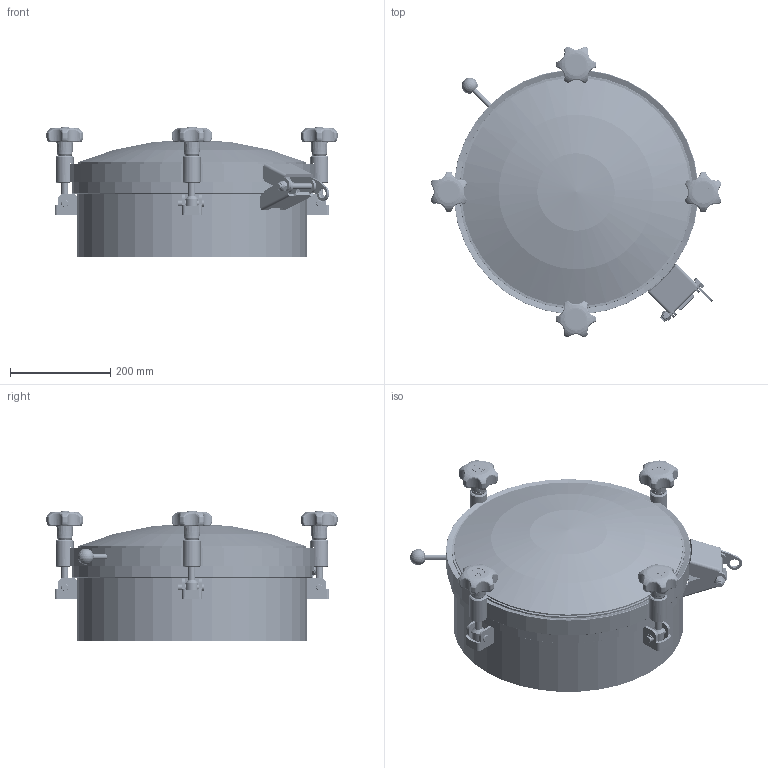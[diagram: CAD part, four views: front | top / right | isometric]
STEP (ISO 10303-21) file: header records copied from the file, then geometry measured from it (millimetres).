
FILE_DESCRIPTION(/* description */ ('Unknown'),/* implementation_level */ '2;1');
FILE_NAME(/* name */ 'MOD 450L rev 01',/* time_stamp */ '2016-07-04T11:22:14+02:00',/* author */ ('Unknown'),/* organization */ ('Unknown'),/* preprocessor_version */ 'ST-DEVELOPER v16',/* originating_system */ 'DEX',/* authorisation */ $);
FILE_SCHEMA (('AUTOMOTIVE_DESIGN {1 0 10303 214 3 1 1}'));
Length unit declared in the file: millimetre
Products named in the file (25): MOD 450L rev 01; 7TA9420 rev 0; 8AL22 rev 0; 81116 rev 01; 82031 rev 01; 7CA9420 rev 0; 73102 rev 01; 8A412 rev 0; 8AS132; 97258; 82020 rev 01; 95209; 9626 assieme; 93009 rev 02; 95421; 97239 rev 0; 97321; 91007 rev 05; 97205 rev 0; 94170 c_rond; 94170 rev 0; 94170_1 rev 0; 97057; 95034
Assembly tree (45 placements, depth 4):
  MOD 450L rev 01
    7TA9420 rev 0
      8AL22 rev 0
      81116 rev 01  x4
      82031 rev 01
    7CA9420 rev 0
      73102 rev 01
        8A412 rev 0
        8AS132
      97258
      82020 rev 01
    95209
    9626 assieme
    93009 rev 02  x4
    95421  x4
    97239 rev 0
    97321  x4
    91007 rev 05  x4
    97205 rev 0  x4
    94170 c_rond  x4
      94170 rev 0
        94170 rev 0
        94170_1 rev 0
      97057
    95034
Bounding box: 579.8 x 579.8 x 257.3 mm (x, y, z)
Volume: 3708926.2 mm3; surface area: 1356304.8 mm2
Topology: 46 solids, 46 shells, 12888 faces, 24529 edges, 11629 vertices
Faces by surface type: plane 6544, cone 5283, cylinder 477, bspline 376, torus 183, sphere 25
Full cylindrical faces by diameter (mm): 8.376 x1, 10 x6, 10.106 x1, 10.5 x1, 11.835 x4, 12 x9, 12.5 x12, 13 x2, 14 x12, 14.5 x4, 16.5 x8, 17 x4, 17.5 x4, 18 x4, 18.3 x4, 18.5 x8, 18.6 x4, 19 x4, 20 x4, 20.2 x1, 21.7 x4, 22 x8, 25 x8, 25.8 x4, 30 x4, 35 x4, 450 x1, 452 x1, 456 x1, 457 x1
Entity records: 106763 total; most frequent: CARTESIAN_POINT 25587, ORIENTED_EDGE 12520, DIRECTION 12082, EDGE_CURVE 6260, AXIS2_PLACEMENT_3D 5365, FACE_BOUND 3491, EDGE_LOOP 3487, ADVANCED_FACE 3342
